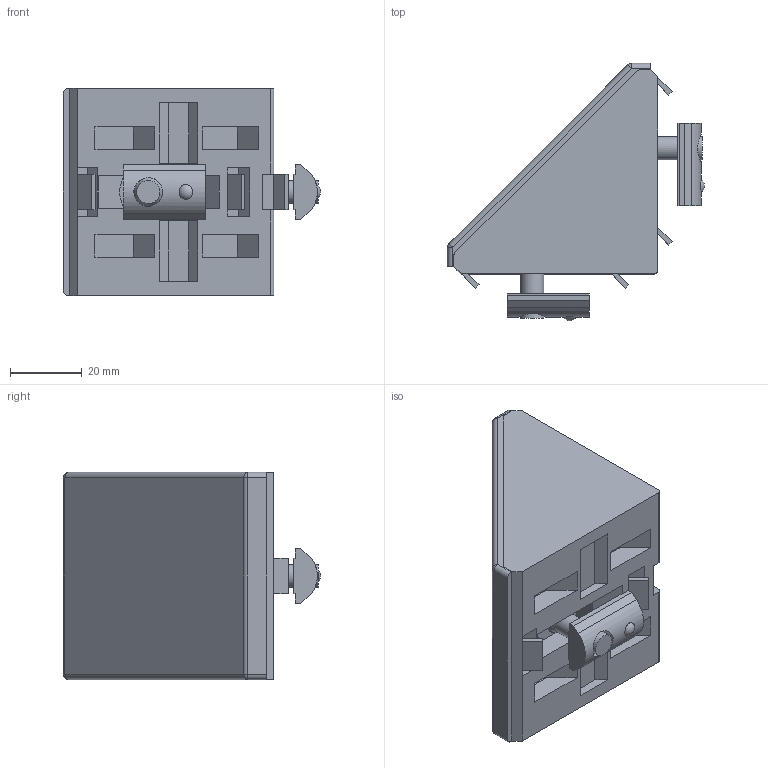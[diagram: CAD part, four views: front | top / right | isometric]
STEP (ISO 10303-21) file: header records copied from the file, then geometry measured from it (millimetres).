
FILE_DESCRIPTION(/* description */ (''),/* implementation_level */ '2;1');
FILE_NAME(/* name */ '123050',/* time_stamp */ '2014-10-06T12:28:37+02:00',/* author */ (''),/* organization */ (''),/* preprocessor_version */ 'ST-DEVELOPER v14',/* originating_system */ 'HiCAD 2013 1802.4 Build 509',/* authorisation */ '');
FILE_SCHEMA (('AUTOMOTIVE_DESIGN { 1 0 10303 214 1 1 1 1 }'));
Length unit declared in the file: millimetre
Products named in the file (9): Root; 123050HOEKSTUK 60X60BOIKON; 123051AFDEKKAP 60X60 BASICBOIKON; 900152Cil. inbusbout DIN 912 EV M8 x 20BOIKON0; 122350Sleufmoer 10 - M8 met kogelBOIKON; 901708Sluitring DIN 125 EV M8BOIKON0
Assembly tree (8 placements, depth 3):
  Root
    123050HOEKSTUK 60X60BOIKON
      123051AFDEKKAP 60X60 BASICBOIKON
      900152Cil. inbusbout DIN 912 EV M8 x 20BOIKON0
      900152Cil. inbusbout DIN 912 EV M8 x 20BOIKON0
      122350Sleufmoer 10 - M8 met kogelBOIKON
      122350Sleufmoer 10 - M8 met kogelBOIKON
      901708Sluitring DIN 125 EV M8BOIKON0
      901708Sluitring DIN 125 EV M8BOIKON0
Bounding box: 71.91 x 71.91 x 58 mm (x, y, z)
Volume: 59819.2 mm3; surface area: 35988.6 mm2
Topology: 8 solids, 8 shells, 243 faces, 616 edges, 402 vertices
Faces by surface type: plane 190, cylinder 41, sphere 6, cone 4, torus 2
Full cylindrical faces by diameter (mm): 6.466 x2, 8 x4, 8.4 x2, 13 x2, 16 x2
Entity records: 14715 total; most frequent: CARTESIAN_POINT 2851, DIRECTION 1192, PRESENTATION_STYLE_ASSIGNMENT 1176, COLOUR_RGB 1173, DRAUGHTING_PRE_DEFINED_CURVE_FONT 1168, CURVE_STYLE 1168, OVER_RIDING_STYLED_ITEM 1168, ORIENTED_EDGE 1168
